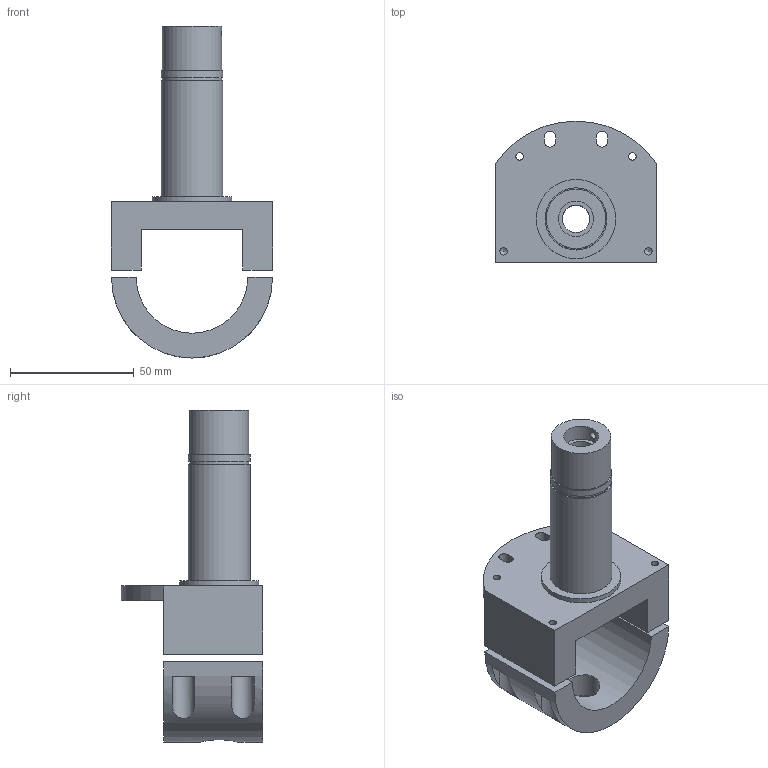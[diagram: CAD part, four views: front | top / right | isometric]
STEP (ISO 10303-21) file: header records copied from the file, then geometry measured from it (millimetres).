
FILE_DESCRIPTION(/* description */ (''),/* implementation_level */ '2;1');
FILE_NAME(/* name */ 'polarization-head-central-part.stp',/* author */ ('Jan Olencki')/* preprocessor_version */ 'ST-DEVELOPER v18');
FILE_SCHEMA (('AUTOMOTIVE_DESIGN { 1 0 10303 214 3 1 1 }'));
Length unit declared in the file: millimetre
Products named in the file (1): Polarization head central part
Bounding box: 65 x 57.05 x 134 mm (x, y, z)
Volume: 103910.1 mm3; surface area: 32433 mm2
Topology: 2 solids, 2 shells, 75 faces, 204 edges, 141 vertices
Faces by surface type: plane 37, cylinder 32, cone 6
Full cylindrical faces by diameter (mm): 3 x5, 4 x4, 4.5 x4, 11.1 x1, 14.2 x1, 15 x1, 23.9 x1, 24 x1, 25 x2, 32 x1
Entity records: 2666 total; most frequent: CARTESIAN_POINT 623, DIRECTION 421, ORIENTED_EDGE 396, EDGE_CURVE 198, AXIS2_PLACEMENT_3D 161, VERTEX_POINT 141, EDGE_LOOP 111, LINE 99
